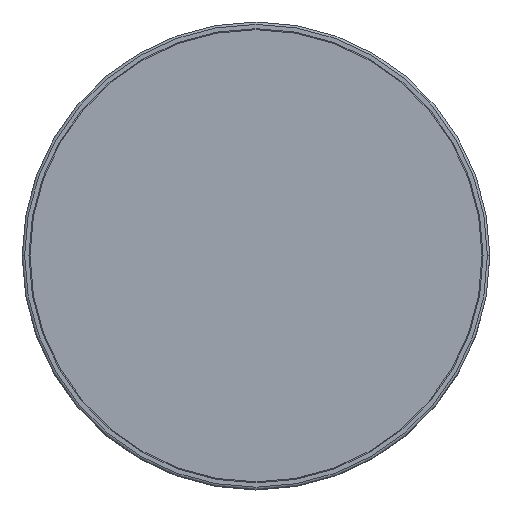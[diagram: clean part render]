
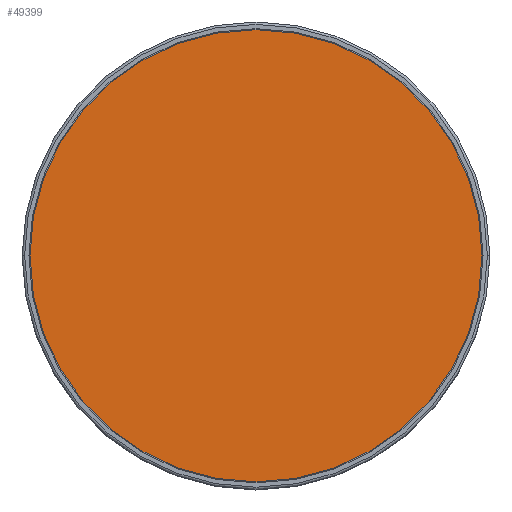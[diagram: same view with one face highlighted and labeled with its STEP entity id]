
A CAD part, top view. The second image highlights one B-rep face of the part: STEP entity #49399.
In plain terms, the highlighted planar face has unit normal (0, 0, 1).
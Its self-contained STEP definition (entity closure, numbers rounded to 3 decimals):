
#1491 = AXIS2_PLACEMENT_3D ( 'NONE', #22907, #52412, #6046 ) ;
#6046 = DIRECTION ( 'NONE',  ( 1., 0., 0. ) ) ;
#9334 = CARTESIAN_POINT ( 'NONE',  ( 0., 0., 76.8 ) ) ;
#9351 = ORIENTED_EDGE ( 'NONE', *, *, #16178, .T. ) ;
#15288 = DIRECTION ( 'NONE',  ( 0., 0., 1. ) ) ;
#16178 = EDGE_CURVE ( 'NONE', #32136, #22609, #51893, .T. ) ;
#16542 = EDGE_CURVE ( 'NONE', #22609, #32136, #31387, .T. ) ;
#22609 = VERTEX_POINT ( 'NONE', #40738 ) ;
#22882 = DIRECTION ( 'NONE',  ( 1., 0., 0. ) ) ;
#22907 = CARTESIAN_POINT ( 'NONE',  ( 0., 0., 76.8 ) ) ;
#28053 = ORIENTED_EDGE ( 'NONE', *, *, #16542, .T. ) ;
#31387 = CIRCLE ( 'NONE', #37681, 18.757 ) ;
#32136 = VERTEX_POINT ( 'NONE', #45295 ) ;
#37466 = FACE_OUTER_BOUND ( 'NONE', #46069, .T. ) ;
#37681 = AXIS2_PLACEMENT_3D ( 'NONE', #9334, #39510, #22882 ) ;
#39510 = DIRECTION ( 'NONE',  ( 0., 0., 1. ) ) ;
#39804 = AXIS2_PLACEMENT_3D ( 'NONE', #48944, #15288, #44697 ) ;
#40738 = CARTESIAN_POINT ( 'NONE',  ( 18.757, 0., 76.8 ) ) ;
#44697 = DIRECTION ( 'NONE',  ( 1., 0., 0. ) ) ;
#45295 = CARTESIAN_POINT ( 'NONE',  ( -18.757, 0., 76.8 ) ) ;
#46069 = EDGE_LOOP ( 'NONE', ( #9351, #28053 ) ) ;
#48944 = CARTESIAN_POINT ( 'NONE',  ( 0., 0., 76.8 ) ) ;
#49399 = ADVANCED_FACE ( 'NONE', ( #37466 ), #52788, .T. ) ;
#51893 = CIRCLE ( 'NONE', #39804, 18.757 ) ;
#52412 = DIRECTION ( 'NONE',  ( 0., 0., 1. ) ) ;
#52788 = PLANE ( 'NONE',  #1491 ) ;
